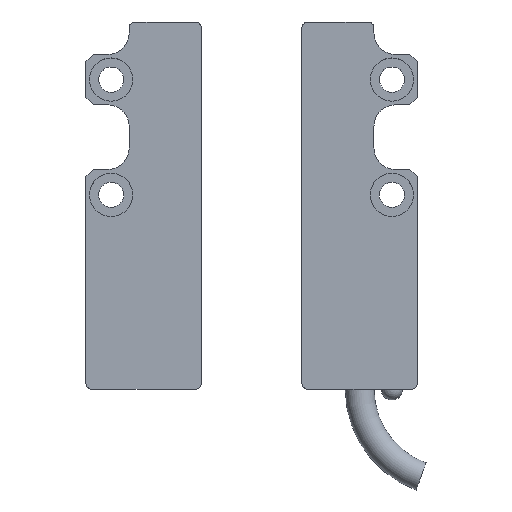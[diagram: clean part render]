
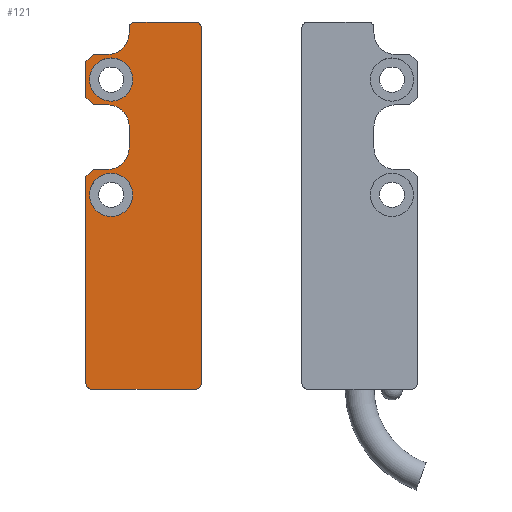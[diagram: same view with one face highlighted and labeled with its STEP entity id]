
A CAD part, top view. The second image highlights one B-rep face of the part: STEP entity #121.
In plain terms, the highlighted planar face has unit normal (0, 0, 1).
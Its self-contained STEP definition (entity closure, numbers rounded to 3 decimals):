
#121=ADVANCED_FACE('',(#269,#270,#271),#272,.F.);
#269=FACE_BOUND('',#419,.T.);
#270=FACE_BOUND('',#420,.T.);
#271=FACE_OUTER_BOUND('',#421,.T.);
#272=PLANE('',#422);
#419=EDGE_LOOP('',(#952,#953));
#420=EDGE_LOOP('',(#954,#955));
#421=EDGE_LOOP('',(#956,#957,#958,#959,#960,#961,#962,#963,#964,#965,#966,#967,#968,#969,#970,#971,#972,#973,#974,#975));
#422=AXIS2_PLACEMENT_3D('',#976,#977,#978);
#952=ORIENTED_EDGE('',*,*,#1084,.T.);
#953=ORIENTED_EDGE('',*,*,#1088,.T.);
#954=ORIENTED_EDGE('',*,*,#1080,.T.);
#955=ORIENTED_EDGE('',*,*,#1091,.T.);
#956=ORIENTED_EDGE('',*,*,#1154,.T.);
#957=ORIENTED_EDGE('',*,*,#1097,.F.);
#958=ORIENTED_EDGE('',*,*,#1101,.F.);
#959=ORIENTED_EDGE('',*,*,#1104,.F.);
#960=ORIENTED_EDGE('',*,*,#1107,.T.);
#961=ORIENTED_EDGE('',*,*,#1110,.T.);
#962=ORIENTED_EDGE('',*,*,#1113,.T.);
#963=ORIENTED_EDGE('',*,*,#1116,.T.);
#964=ORIENTED_EDGE('',*,*,#1119,.T.);
#965=ORIENTED_EDGE('',*,*,#1122,.F.);
#966=ORIENTED_EDGE('',*,*,#1125,.F.);
#967=ORIENTED_EDGE('',*,*,#1128,.F.);
#968=ORIENTED_EDGE('',*,*,#1131,.F.);
#969=ORIENTED_EDGE('',*,*,#1134,.T.);
#970=ORIENTED_EDGE('',*,*,#1137,.F.);
#971=ORIENTED_EDGE('',*,*,#1140,.T.);
#972=ORIENTED_EDGE('',*,*,#1143,.F.);
#973=ORIENTED_EDGE('',*,*,#1146,.F.);
#974=ORIENTED_EDGE('',*,*,#1149,.F.);
#975=ORIENTED_EDGE('',*,*,#1152,.F.);
#976=CARTESIAN_POINT('',(-21.72,25.591,7.0));
#977=DIRECTION('',(0.,0.0,-1.0));
#978=DIRECTION('',(-1.0,0.0,0.));
#1080=EDGE_CURVE('',#1328,#1325,#1329,.T.);
#1084=EDGE_CURVE('',#1336,#1333,#1337,.T.);
#1088=EDGE_CURVE('',#1333,#1336,#1342,.T.);
#1091=EDGE_CURVE('',#1325,#1328,#1345,.T.);
#1097=EDGE_CURVE('',#1352,#1354,#1355,.T.);
#1101=EDGE_CURVE('',#1359,#1352,#1361,.T.);
#1104=EDGE_CURVE('',#1364,#1359,#1366,.T.);
#1107=EDGE_CURVE('',#1364,#1369,#1371,.T.);
#1110=EDGE_CURVE('',#1369,#1374,#1376,.T.);
#1113=EDGE_CURVE('',#1374,#1379,#1381,.T.);
#1116=EDGE_CURVE('',#1379,#1384,#1386,.T.);
#1119=EDGE_CURVE('',#1384,#1389,#1391,.T.);
#1122=EDGE_CURVE('',#1394,#1389,#1396,.T.);
#1125=EDGE_CURVE('',#1399,#1394,#1401,.T.);
#1128=EDGE_CURVE('',#1404,#1399,#1406,.T.);
#1131=EDGE_CURVE('',#1409,#1404,#1411,.T.);
#1134=EDGE_CURVE('',#1409,#1414,#1416,.T.);
#1137=EDGE_CURVE('',#1419,#1414,#1421,.T.);
#1140=EDGE_CURVE('',#1419,#1424,#1426,.T.);
#1143=EDGE_CURVE('',#1429,#1424,#1431,.T.);
#1146=EDGE_CURVE('',#1434,#1429,#1436,.T.);
#1149=EDGE_CURVE('',#1439,#1434,#1441,.T.);
#1152=EDGE_CURVE('',#1444,#1439,#1446,.T.);
#1154=EDGE_CURVE('',#1444,#1354,#1448,.T.);
#1325=VERTEX_POINT('',#1743);
#1328=VERTEX_POINT('',#1747);
#1329=CIRCLE('',#1748,3.0);
#1333=VERTEX_POINT('',#1753);
#1336=VERTEX_POINT('',#1757);
#1337=CIRCLE('',#1758,3.0);
#1342=CIRCLE('',#1764,3.0);
#1345=CIRCLE('',#1767,3.0);
#1352=VERTEX_POINT('',#1775);
#1354=VERTEX_POINT('',#1778);
#1355=LINE('',#1779,#1780);
#1359=VERTEX_POINT('',#1786);
#1361=LINE('',#1789,#1790);
#1364=VERTEX_POINT('',#1794);
#1366=LINE('',#1797,#1798);
#1369=VERTEX_POINT('',#1802);
#1371=LINE('',#1805,#1806);
#1374=VERTEX_POINT('',#1810);
#1376=LINE('',#1813,#1814);
#1379=VERTEX_POINT('',#1817);
#1381=CIRCLE('',#1820,3.0);
#1384=VERTEX_POINT('',#1824);
#1386=LINE('',#1827,#1828);
#1389=VERTEX_POINT('',#1831);
#1391=CIRCLE('',#1834,3.0);
#1394=VERTEX_POINT('',#1838);
#1396=LINE('',#1841,#1842);
#1399=VERTEX_POINT('',#1846);
#1401=LINE('',#1849,#1850);
#1404=VERTEX_POINT('',#1854);
#1406=LINE('',#1857,#1858);
#1409=VERTEX_POINT('',#1861);
#1411=CIRCLE('',#1864,0.8);
#1414=VERTEX_POINT('',#1868);
#1416=LINE('',#1871,#1872);
#1419=VERTEX_POINT('',#1875);
#1421=CIRCLE('',#1878,0.8);
#1424=VERTEX_POINT('',#1882);
#1426=LINE('',#1885,#1886);
#1429=VERTEX_POINT('',#1889);
#1431=CIRCLE('',#1892,0.8);
#1434=VERTEX_POINT('',#1896);
#1436=LINE('',#1899,#1900);
#1439=VERTEX_POINT('',#1903);
#1441=CIRCLE('',#1906,0.8);
#1444=VERTEX_POINT('',#1910);
#1446=LINE('',#1913,#1914);
#1448=CIRCLE('',#1916,3.0);
#1743=CARTESIAN_POINT('',(-23.5,27.0,7.0));
#1747=CARTESIAN_POINT('',(-29.5,27.0,7.0));
#1748=AXIS2_PLACEMENT_3D('',#2096,#2097,#2098);
#1753=CARTESIAN_POINT('',(-23.5,43.0,7.0));
#1757=CARTESIAN_POINT('',(-29.5,43.0,7.0));
#1758=AXIS2_PLACEMENT_3D('',#2104,#2105,#2106);
#1764=AXIS2_PLACEMENT_3D('',#2114,#2115,#2116);
#1767=AXIS2_PLACEMENT_3D('',#2123,#2124,#2125);
#1775=CARTESIAN_POINT('',(-29.,46.5,7.0));
#1778=CARTESIAN_POINT('',(-27.,46.5,7.0));
#1779=CARTESIAN_POINT('',(-29.,46.5,7.0));
#1780=VECTOR('',#2137,1.0);
#1786=CARTESIAN_POINT('',(-30.,45.5,7.0));
#1789=CARTESIAN_POINT('',(-30.,45.5,7.0));
#1790=VECTOR('',#2141,1.0);
#1794=CARTESIAN_POINT('',(-30.,40.5,7.0));
#1797=CARTESIAN_POINT('',(-30.,40.5,7.0));
#1798=VECTOR('',#2144,1.0);
#1802=CARTESIAN_POINT('',(-29.,39.5,7.0));
#1805=CARTESIAN_POINT('',(-30.,40.5,7.0));
#1806=VECTOR('',#2147,1.0);
#1810=CARTESIAN_POINT('',(-27.,39.5,7.0));
#1813=CARTESIAN_POINT('',(-29.,39.5,7.0));
#1814=VECTOR('',#2150,1.0);
#1817=CARTESIAN_POINT('',(-24.,36.5,7.0));
#1820=AXIS2_PLACEMENT_3D('',#2155,#2156,#2157);
#1824=CARTESIAN_POINT('',(-24.,33.5,7.0));
#1827=CARTESIAN_POINT('',(-24.,36.5,7.0));
#1828=VECTOR('',#2160,1.0);
#1831=CARTESIAN_POINT('',(-27.,30.5,7.0));
#1834=AXIS2_PLACEMENT_3D('',#2165,#2166,#2167);
#1838=CARTESIAN_POINT('',(-29.,30.5,7.0));
#1841=CARTESIAN_POINT('',(-29.,30.5,7.0));
#1842=VECTOR('',#2170,1.0);
#1846=CARTESIAN_POINT('',(-30.,29.5,7.0));
#1849=CARTESIAN_POINT('',(-30.,29.5,7.0));
#1850=VECTOR('',#2173,1.0);
#1854=CARTESIAN_POINT('',(-30.,0.8,7.0));
#1857=CARTESIAN_POINT('',(-30.,0.8,7.0));
#1858=VECTOR('',#2176,1.0);
#1861=CARTESIAN_POINT('',(-29.2,0.,7.0));
#1864=AXIS2_PLACEMENT_3D('',#2181,#2182,#2183);
#1868=CARTESIAN_POINT('',(-14.8,0.,7.0));
#1871=CARTESIAN_POINT('',(-29.2,0.,7.0));
#1872=VECTOR('',#2186,1.0);
#1875=CARTESIAN_POINT('',(-14.,0.8,7.0));
#1878=AXIS2_PLACEMENT_3D('',#2191,#2192,#2193);
#1882=CARTESIAN_POINT('',(-14.,50.2,7.0));
#1885=CARTESIAN_POINT('',(-14.,0.8,7.0));
#1886=VECTOR('',#2196,1.0);
#1889=CARTESIAN_POINT('',(-14.8,51.,7.0));
#1892=AXIS2_PLACEMENT_3D('',#2201,#2202,#2203);
#1896=CARTESIAN_POINT('',(-23.2,51.,7.0));
#1899=CARTESIAN_POINT('',(-23.2,51.,7.0));
#1900=VECTOR('',#2206,1.0);
#1903=CARTESIAN_POINT('',(-24.,50.2,7.0));
#1906=AXIS2_PLACEMENT_3D('',#2211,#2212,#2213);
#1910=CARTESIAN_POINT('',(-24.,49.5,7.0));
#1913=CARTESIAN_POINT('',(-24.,49.5,7.0));
#1914=VECTOR('',#2216,1.0);
#1916=AXIS2_PLACEMENT_3D('',#2220,#2221,#2222);
#2096=CARTESIAN_POINT('',(-26.5,27.0,7.0));
#2097=DIRECTION('',(0.,0.0,-1.0));
#2098=DIRECTION('',(1.0,0.0,0.));
#2104=CARTESIAN_POINT('',(-26.5,43.0,7.0));
#2105=DIRECTION('',(0.,0.0,-1.0));
#2106=DIRECTION('',(1.0,0.0,0.));
#2114=CARTESIAN_POINT('',(-26.5,43.0,7.0));
#2115=DIRECTION('',(0.,0.0,-1.0));
#2116=DIRECTION('',(1.0,0.0,0.));
#2123=CARTESIAN_POINT('',(-26.5,27.0,7.0));
#2124=DIRECTION('',(0.,0.0,-1.0));
#2125=DIRECTION('',(1.0,0.0,0.));
#2137=DIRECTION('',(1.0,0.0,0.));
#2141=DIRECTION('',(0.707,0.707,0.));
#2144=DIRECTION('',(0.0,1.0,0.0));
#2147=DIRECTION('',(0.707,-0.707,0.));
#2150=DIRECTION('',(1.0,0.,0.));
#2155=CARTESIAN_POINT('',(-27.,36.5,7.0));
#2156=DIRECTION('',(0.,0.0,-1.0));
#2157=DIRECTION('',(-1.0,0.0,0.));
#2160=DIRECTION('',(0.,-1.0,0.));
#2165=CARTESIAN_POINT('',(-27.,33.5,7.0));
#2166=DIRECTION('',(0.,0.0,-1.0));
#2167=DIRECTION('',(-1.0,0.0,0.));
#2170=DIRECTION('',(1.0,0.,0.));
#2173=DIRECTION('',(0.707,0.707,0.));
#2176=DIRECTION('',(0.,1.0,0.));
#2181=CARTESIAN_POINT('',(-29.2,0.8,7.0));
#2182=DIRECTION('',(0.,0.0,-1.0));
#2183=DIRECTION('',(-1.0,0.0,0.));
#2186=DIRECTION('',(1.0,0.,0.));
#2191=CARTESIAN_POINT('',(-14.8,0.8,7.0));
#2192=DIRECTION('',(0.,0.0,-1.0));
#2193=DIRECTION('',(-1.0,0.0,0.));
#2196=DIRECTION('',(0.,1.0,0.));
#2201=CARTESIAN_POINT('',(-14.8,50.2,7.0));
#2202=DIRECTION('',(0.,0.0,-1.0));
#2203=DIRECTION('',(-1.0,0.0,0.));
#2206=DIRECTION('',(1.0,0.,0.));
#2211=CARTESIAN_POINT('',(-23.2,50.2,7.0));
#2212=DIRECTION('',(0.,0.0,-1.0));
#2213=DIRECTION('',(-1.0,0.0,0.));
#2216=DIRECTION('',(0.,1.0,0.));
#2220=CARTESIAN_POINT('',(-27.,49.5,7.0));
#2221=DIRECTION('',(0.,0.0,-1.0));
#2222=DIRECTION('',(-1.0,0.0,0.));
